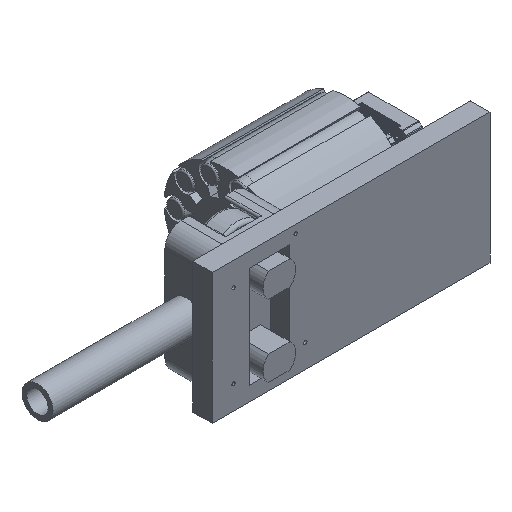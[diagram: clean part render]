
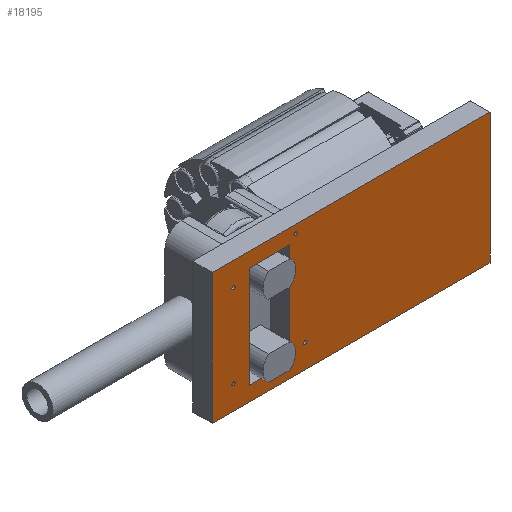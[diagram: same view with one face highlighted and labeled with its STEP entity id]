
A CAD part, isometric view. The second image highlights one B-rep face of the part: STEP entity #18195.
In plain terms, the highlighted planar face has unit normal (0, -1, 0).
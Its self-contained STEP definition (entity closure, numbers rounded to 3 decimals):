
#859=FACE_BOUND('',#4883,.T.);
#860=FACE_BOUND('',#4884,.T.);
#861=FACE_BOUND('',#4885,.T.);
#862=FACE_BOUND('',#4886,.T.);
#863=FACE_BOUND('',#4887,.T.);
#1994=CIRCLE('',#20508,1.);
#1996=CIRCLE('',#20511,1.);
#1998=CIRCLE('',#20514,1.);
#2000=CIRCLE('',#20517,1.);
#3629=FACE_OUTER_BOUND('',#4882,.T.);
#4882=EDGE_LOOP('',(#16280,#16281,#16282,#16283));
#4883=EDGE_LOOP('',(#16284,#16285,#16286,#16287));
#4884=EDGE_LOOP('',(#16288));
#4885=EDGE_LOOP('',(#16289));
#4886=EDGE_LOOP('',(#16290));
#4887=EDGE_LOOP('',(#16291));
#5983=LINE('',#35656,#7198);
#5986=LINE('',#35662,#7201);
#5989=LINE('',#35668,#7204);
#5992=LINE('',#35672,#7207);
#5995=LINE('',#35680,#7210);
#5998=LINE('',#35686,#7213);
#6001=LINE('',#35692,#7216);
#6004=LINE('',#35696,#7219);
#7198=VECTOR('',#25941,10.);
#7201=VECTOR('',#25946,10.);
#7204=VECTOR('',#25951,10.);
#7207=VECTOR('',#25956,10.);
#7210=VECTOR('',#25961,10.);
#7213=VECTOR('',#25966,10.);
#7216=VECTOR('',#25971,10.);
#7219=VECTOR('',#25976,10.);
#8704=VERTEX_POINT('',#35626);
#8706=VERTEX_POINT('',#35632);
#8708=VERTEX_POINT('',#35638);
#8710=VERTEX_POINT('',#35644);
#8714=VERTEX_POINT('',#35653);
#8715=VERTEX_POINT('',#35655);
#8717=VERTEX_POINT('',#35661);
#8719=VERTEX_POINT('',#35667);
#8722=VERTEX_POINT('',#35677);
#8723=VERTEX_POINT('',#35679);
#8725=VERTEX_POINT('',#35685);
#8727=VERTEX_POINT('',#35691);
#11240=EDGE_CURVE('',#8704,#8704,#1994,.T.);
#11243=EDGE_CURVE('',#8706,#8706,#1996,.T.);
#11246=EDGE_CURVE('',#8708,#8708,#1998,.T.);
#11249=EDGE_CURVE('',#8710,#8710,#2000,.T.);
#11254=EDGE_CURVE('',#8715,#8714,#5983,.T.);
#11257=EDGE_CURVE('',#8717,#8715,#5986,.T.);
#11260=EDGE_CURVE('',#8719,#8717,#5989,.T.);
#11263=EDGE_CURVE('',#8714,#8719,#5992,.T.);
#11266=EDGE_CURVE('',#8723,#8722,#5995,.T.);
#11269=EDGE_CURVE('',#8725,#8723,#5998,.T.);
#11272=EDGE_CURVE('',#8727,#8725,#6001,.T.);
#11275=EDGE_CURVE('',#8722,#8727,#6004,.T.);
#16280=ORIENTED_EDGE('',*,*,#11275,.T.);
#16281=ORIENTED_EDGE('',*,*,#11272,.T.);
#16282=ORIENTED_EDGE('',*,*,#11269,.T.);
#16283=ORIENTED_EDGE('',*,*,#11266,.T.);
#16284=ORIENTED_EDGE('',*,*,#11263,.T.);
#16285=ORIENTED_EDGE('',*,*,#11260,.T.);
#16286=ORIENTED_EDGE('',*,*,#11257,.T.);
#16287=ORIENTED_EDGE('',*,*,#11254,.T.);
#16288=ORIENTED_EDGE('',*,*,#11249,.T.);
#16289=ORIENTED_EDGE('',*,*,#11246,.T.);
#16290=ORIENTED_EDGE('',*,*,#11243,.T.);
#16291=ORIENTED_EDGE('',*,*,#11240,.T.);
#17031=PLANE('',#20528);
#18195=ADVANCED_FACE('',(#3629,#859,#860,#861,#862,#863),#17031,.F.);
#20508=AXIS2_PLACEMENT_3D('',#35627,#25911,#25912);
#20511=AXIS2_PLACEMENT_3D('',#35633,#25918,#25919);
#20514=AXIS2_PLACEMENT_3D('',#35639,#25925,#25926);
#20517=AXIS2_PLACEMENT_3D('',#35645,#25932,#25933);
#20528=AXIS2_PLACEMENT_3D('',#35698,#25979,#25980);
#25911=DIRECTION('center_axis',(0.,1.,0.));
#25912=DIRECTION('ref_axis',(1.,0.,0.));
#25918=DIRECTION('center_axis',(0.,1.,0.));
#25919=DIRECTION('ref_axis',(1.,0.,0.));
#25925=DIRECTION('center_axis',(0.,1.,0.));
#25926=DIRECTION('ref_axis',(1.,0.,0.));
#25932=DIRECTION('center_axis',(0.,1.,0.));
#25933=DIRECTION('ref_axis',(1.,0.,0.));
#25941=DIRECTION('',(1.,0.,0.));
#25946=DIRECTION('',(0.,0.,1.));
#25951=DIRECTION('',(-1.,0.,0.));
#25956=DIRECTION('',(0.,0.,-1.));
#25961=DIRECTION('',(0.,0.,-1.));
#25966=DIRECTION('',(-1.,0.,0.));
#25971=DIRECTION('',(0.,0.,1.));
#25976=DIRECTION('',(1.,0.,0.));
#25979=DIRECTION('center_axis',(0.,1.,0.));
#25980=DIRECTION('ref_axis',(1.,0.,0.));
#35626=CARTESIAN_POINT('',(15.,-12.,35.));
#35627=CARTESIAN_POINT('Origin',(16.,-12.,35.));
#35632=CARTESIAN_POINT('',(-23.,-12.,-25.5));
#35633=CARTESIAN_POINT('Origin',(-22.,-12.,-25.5));
#35638=CARTESIAN_POINT('',(21.,-12.,-25.5));
#35639=CARTESIAN_POINT('Origin',(22.,-12.,-25.5));
#35644=CARTESIAN_POINT('',(-23.,-12.,25.5));
#35645=CARTESIAN_POINT('Origin',(-22.,-12.,25.5));
#35653=CARTESIAN_POINT('',(12.5,-12.,31.));
#35655=CARTESIAN_POINT('',(-12.5,-12.,31.));
#35656=CARTESIAN_POINT('',(-12.5,-12.,31.));
#35661=CARTESIAN_POINT('',(-12.5,-12.,-31.));
#35662=CARTESIAN_POINT('',(-12.5,-12.,-31.));
#35667=CARTESIAN_POINT('',(12.5,-12.,-31.));
#35668=CARTESIAN_POINT('',(12.5,-12.,-31.));
#35672=CARTESIAN_POINT('',(12.5,-12.,31.));
#35677=CARTESIAN_POINT('',(-35.,-12.,-40.));
#35679=CARTESIAN_POINT('',(-35.,-12.,40.));
#35680=CARTESIAN_POINT('',(-35.,-12.,40.));
#35685=CARTESIAN_POINT('',(135.,-12.,40.));
#35686=CARTESIAN_POINT('',(135.,-12.,40.));
#35691=CARTESIAN_POINT('',(135.,-12.,-40.));
#35692=CARTESIAN_POINT('',(135.,-12.,-40.));
#35696=CARTESIAN_POINT('',(-35.,-12.,-40.));
#35698=CARTESIAN_POINT('Origin',(50.,-12.,0.));
